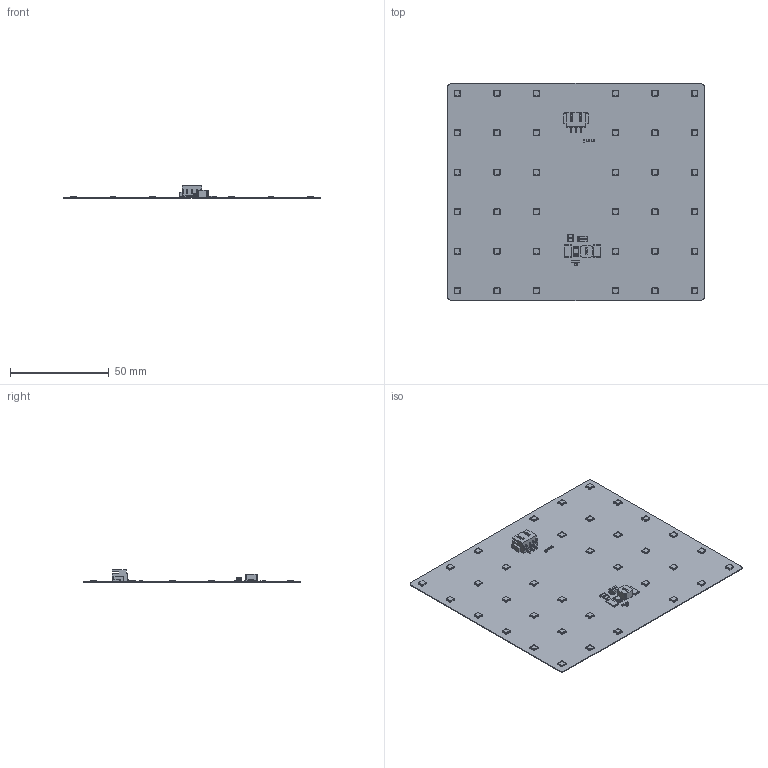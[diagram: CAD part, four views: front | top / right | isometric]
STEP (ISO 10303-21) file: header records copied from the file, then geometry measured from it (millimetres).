
FILE_DESCRIPTION(('Open CASCADE Model'),'2;1');
FILE_NAME('Open CASCADE Shape Model','2019-02-24T12:45:15',('Author'),( 'Open CASCADE'),'Open CASCADE STEP processor 6.2','Open CASCADE 6.2' ,'Unknown');
FILE_SCHEMA(('AUTOMOTIVE_DESIGN { 1 0 10303 214 1 1 1 1 }'));
Length unit declared in the file: millimetre
Products named in the file (60): PCB; Board; R5; CircuitWorks-RESISTOR_2512; R4; User_Library-CR1608-0603; C1; User_Library-CR3216-1206; C2; C3; C4; C5; D1; User_Library-DO-214AC(SMA); L1; SRN6045TA; LED1; LM301B_170705; LED2; LED3; LED4; LED5; LED6; LED7; LED8; LED9; LED10; LED11; LED12; LED13; LED14; LED15; LED16; LED17; LED18; LED19; LED20; LED21; LED22; LED23 ...
Assembly tree (101 placements, depth 3):
  PCB
    Board
    R5
      CircuitWorks-RESISTOR_2512
    R4
      User_Library-CR1608-0603
    C1
      User_Library-CR3216-1206
    C2
      User_Library-CR3216-1206
    C3
      User_Library-CR1608-0603
    C4
      User_Library-CR1608-0603
    C5
      User_Library-CR1608-0603
    D1
      User_Library-DO-214AC(SMA)
    L1
      SRN6045TA
    LED1
      LM301B_170705
    LED2
      LM301B_170705
    LED3
      LM301B_170705
    LED4
      LM301B_170705
    LED5
      LM301B_170705
    LED6
      LM301B_170705
    LED7
      LM301B_170705
    LED8
      LM301B_170705
    LED9
      LM301B_170705
    LED10
      LM301B_170705
    LED11
      LM301B_170705
    LED12
      LM301B_170705
    LED13
      LM301B_170705
    LED14
      LM301B_170705
    LED15
      LM301B_170705
    LED16
      LM301B_170705
    LED17
      LM301B_170705
    LED18
      LM301B_170705
    LED19
      LM301B_170705
    LED20
      LM301B_170705
Bounding box: 130.02 x 110.02 x 6.39 mm (x, y, z)
Volume: 6335.6 mm3; surface area: 30880.1 mm2
Topology: 75 solids, 75 shells, 3247 faces, 11475 edges, 8442 vertices
Faces by surface type: plane 2642, cylinder 558, bspline 37, cone 10
Entity records: 58648 total; most frequent: CARTESIAN_POINT 16574, DIRECTION 6789, LINE 4896, VECTOR 4896, ORIENTED_EDGE 4016, PCURVE 4016, DEFINITIONAL_REPRESENTATION 4016, EDGE_CURVE 2008
